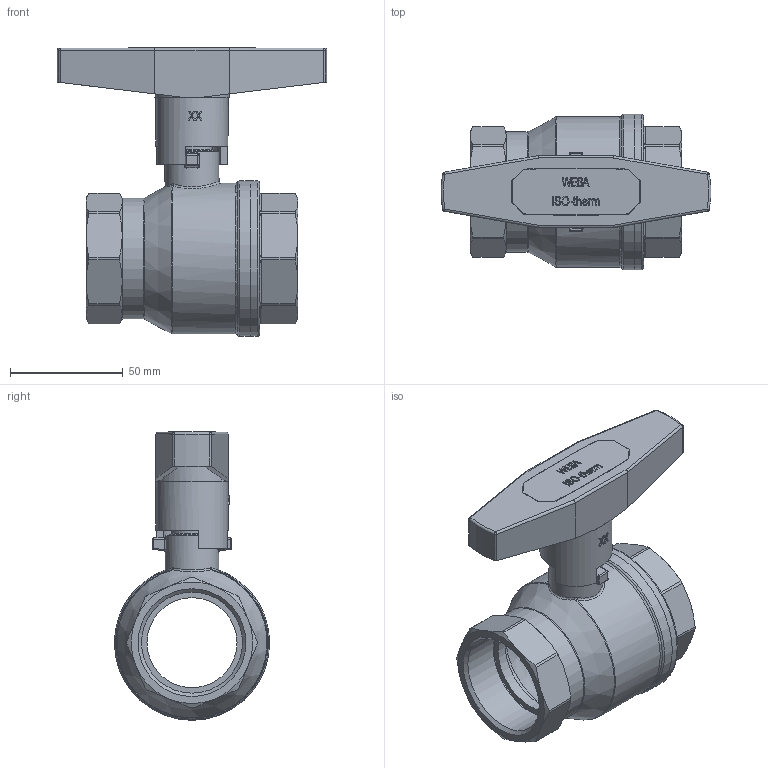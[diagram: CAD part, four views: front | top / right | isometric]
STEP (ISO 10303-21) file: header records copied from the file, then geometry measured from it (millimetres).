
FILE_DESCRIPTION(/* description */ ('Unknown','CAx-IF Rec.Pracs.---Representation and Presentation of Product Manufacturing Information (PMI)---4.0---2014-10-13','CAx-IF Rec.Pracs.---3D Tessellated Geometry---0.4---2014-09-14','2;1'),/* implementation_level */ '2;1');
FILE_NAME(/* name */ '9370-08',/* time_stamp */ '2024-02-19T09:14:45+01:00',/* author */ ('Unknown'),/* organization */ ('Unknown'),/* preprocessor_version */ 'ST-DEVELOPER v18.102',/* originating_system */ 'Solid Edge',/* authorisation */ 'Unknown');
FILE_SCHEMA (('AP242_MANAGED_MODEL_BASED_3D_ENGINEERING_MIM_LF { 1 0 10303 442 1 1 4 }'));
Length unit declared in the file: millimetre
Products named in the file (11): 9370-08; T-Griff 1 1_4-1 1_2; Schraube-m-imbus-1; T-Griff-Al-1_1_4-1_1_2-a; Abdeckkappe-3_8-1_1_2; 9380_1 1_2_oa_0; Körper__1-1_2; Spindel-Zusammanbau__1-1_2_oa_1; Spindel__1-1_2; Stopfbuchse__1-1_4 - 1-1_2; Einschraubteil__1-1_2
Assembly tree (10 placements, depth 4):
  9370-08
    T-Griff 1 1_4-1 1_2
      Schraube-m-imbus-1
      T-Griff-Al-1_1_4-1_1_2-a
      Abdeckkappe-3_8-1_1_2
    9380_1 1_2_oa_0
      Körper__1-1_2
      Spindel-Zusammanbau__1-1_2_oa_1
        Spindel__1-1_2
      Stopfbuchse__1-1_4 - 1-1_2
      Einschraubteil__1-1_2
Bounding box: 119.85 x 69 x 128.2 mm (x, y, z)
Volume: 139934.3 mm3; surface area: 76687.7 mm2
Topology: 7 solids, 7 shells, 788 faces, 2104 edges, 1359 vertices
Faces by surface type: plane 576, cylinder 115, cone 59, bspline 14, sphere 13, torus 11
Full cylindrical faces by diameter (mm): 3.4 x2, 5.4 x4, 8.5 x1, 14 x3, 14.5 x1, 18 x2, 18.376 x2, 19 x1, 20 x1, 21 x1, 24 x1, 26 x1, 32 x1, 40 x2, 44.845 x4, 49 x2, 53.5 x1, 60.376 x1, 62 x2, 65.2 x1, 67 x1, 69 x2
Entity records: 26300 total; most frequent: CARTESIAN_POINT 5265, ORIENTED_EDGE 4004, DIRECTION 3844, EDGE_CURVE 2002, LINE 1496, VECTOR 1496, VERTEX_POINT 1329, AXIS2_PLACEMENT_3D 1174
